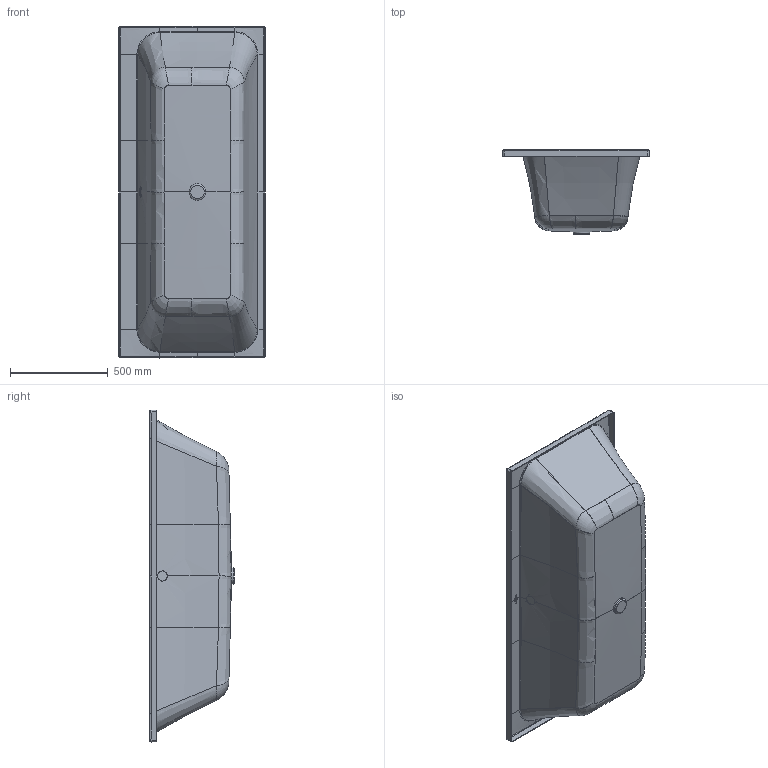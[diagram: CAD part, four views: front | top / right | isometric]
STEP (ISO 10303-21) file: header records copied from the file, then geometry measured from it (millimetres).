
FILE_DESCRIPTION((''),'2;1');
FILE_NAME('ARCH170X75_02082023_ASM','2023-08-02T10:15:03',('GrootJ'),('Villeroy & Boch Wellness bv'),'CREO PARAMETRIC BY PTC INC, 2022414','CREO PARAMETRIC BY PTC INC, 2022414','');
FILE_SCHEMA(('AP242_MANAGED_MODEL_BASED_3D_ENGINEERING_MIM_LF { 1 0 10303 442 1 1 4 }'));
Products named in the file (5): ARCH170X75_35-45-100_14122022; VIEGA_OVERFLOWKNOB_21102022; AFVOERDEKSEL_ROND_30062022; LOGO_INFINITY_06072022; ARCH170X75_02082023_ASM
Assembly tree (4 placements, depth 2):
  ARCH170X75_02082023_ASM
    ARCH170X75_35-45-100_14122022
    VIEGA_OVERFLOWKNOB_21102022
    AFVOERDEKSEL_ROND_30062022
    LOGO_INFINITY_06072022
Bounding box: 750 x 434.01 x 1700 mm (x, y, z)
Volume: 10015933.1 mm3; surface area: 5006943.4 mm2
Topology: 31 solids, 31 shells, 592 faces, 1521 edges, 1038 vertices
Faces by surface type: extrusion 237, bspline 176, plane 120, cylinder 29, torus 18, cone 8, sphere 4
Entity records: 45524 total; most frequent: CARTESIAN_POINT 30002, ORIENTED_EDGE 2858, DIRECTION 1548, COLOUR_RGB 1474, EDGE_CURVE 1429, B_SPLINE_CURVE_WITH_KNOTS 1043, VERTEX_POINT 898, VECTOR 766
